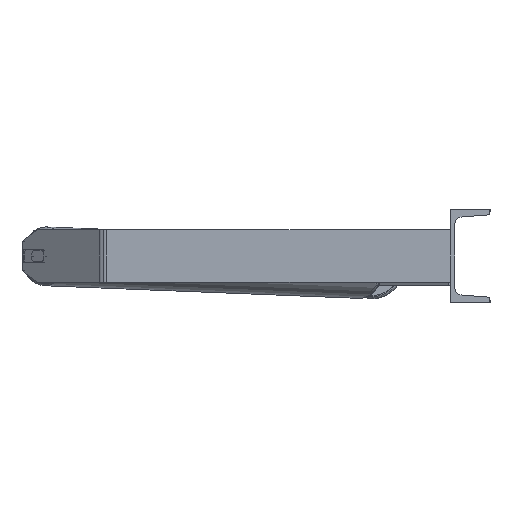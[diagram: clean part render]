
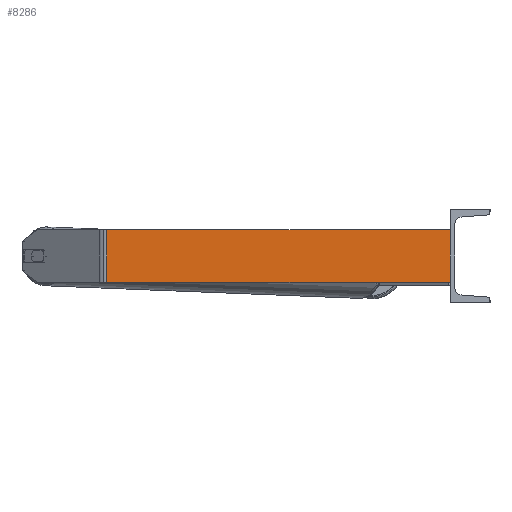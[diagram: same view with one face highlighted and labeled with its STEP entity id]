
A CAD part, left-side view. The second image highlights one B-rep face of the part: STEP entity #8286.
In plain terms, the highlighted planar face has unit normal (-1, 0, 0).
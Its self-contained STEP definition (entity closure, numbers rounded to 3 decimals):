
#478 = VERTEX_POINT ( 'NONE', #8731 ) ;
#557 = CARTESIAN_POINT ( 'NONE',  ( -1085., 0., 40. ) ) ;
#1259 = EDGE_CURVE ( 'NONE', #2254, #3054, #7147, .T. ) ;
#1739 = CARTESIAN_POINT ( 'NONE',  ( -1085., 525.579, 40. ) ) ;
#2254 = VERTEX_POINT ( 'NONE', #6074 ) ;
#2319 = LINE ( 'NONE', #2898, #3928 ) ;
#2743 = DIRECTION ( 'NONE',  ( 0., 0., -1. ) ) ;
#2898 = CARTESIAN_POINT ( 'NONE',  ( -1085., 525.579, -40. ) ) ;
#3054 = VERTEX_POINT ( 'NONE', #7545 ) ;
#3371 = ORIENTED_EDGE ( 'NONE', *, *, #8134, .T. ) ;
#3862 = PLANE ( 'NONE',  #4054 ) ;
#3928 = VECTOR ( 'NONE', #5041, 1000. ) ;
#4012 = ORIENTED_EDGE ( 'NONE', *, *, #4240, .F. ) ;
#4054 = AXIS2_PLACEMENT_3D ( 'NONE', #1739, #7928, #6614 ) ;
#4206 = ORIENTED_EDGE ( 'NONE', *, *, #1259, .T. ) ;
#4240 = EDGE_CURVE ( 'NONE', #478, #5697, #5489, .T. ) ;
#4358 = CARTESIAN_POINT ( 'NONE',  ( -1085., 0., -40. ) ) ;
#4619 = VECTOR ( 'NONE', #7446, 1000. ) ;
#4652 = CARTESIAN_POINT ( 'NONE',  ( -1085., 525.579, 40. ) ) ;
#5041 = DIRECTION ( 'NONE',  ( 0., -1., 0. ) ) ;
#5272 = VECTOR ( 'NONE', #2743, 1000. ) ;
#5489 = LINE ( 'NONE', #557, #6790 ) ;
#5697 = VERTEX_POINT ( 'NONE', #4358 ) ;
#6074 = CARTESIAN_POINT ( 'NONE',  ( -1085., 519.756, 40. ) ) ;
#6614 = DIRECTION ( 'NONE',  ( 0., 1., 0. ) ) ;
#6790 = VECTOR ( 'NONE', #7544, 1000. ) ;
#7147 = LINE ( 'NONE', #9001, #5272 ) ;
#7236 = EDGE_CURVE ( 'NONE', #2254, #478, #8800, .T. ) ;
#7425 = ORIENTED_EDGE ( 'NONE', *, *, #7236, .F. ) ;
#7446 = DIRECTION ( 'NONE',  ( 0., -1., 0. ) ) ;
#7544 = DIRECTION ( 'NONE',  ( 0., 0., -1. ) ) ;
#7545 = CARTESIAN_POINT ( 'NONE',  ( -1085., 519.756, -40. ) ) ;
#7928 = DIRECTION ( 'NONE',  ( 1., 0., 0. ) ) ;
#7973 = FACE_OUTER_BOUND ( 'NONE', #8301, .T. ) ;
#8134 = EDGE_CURVE ( 'NONE', #3054, #5697, #2319, .T. ) ;
#8286 = ADVANCED_FACE ( 'NONE', ( #7973 ), #3862, .F. ) ;
#8301 = EDGE_LOOP ( 'NONE', ( #3371, #4012, #7425, #4206 ) ) ;
#8731 = CARTESIAN_POINT ( 'NONE',  ( -1085., 0., 40. ) ) ;
#8800 = LINE ( 'NONE', #4652, #4619 ) ;
#9001 = CARTESIAN_POINT ( 'NONE',  ( -1085., 519.756, 40. ) ) ;
